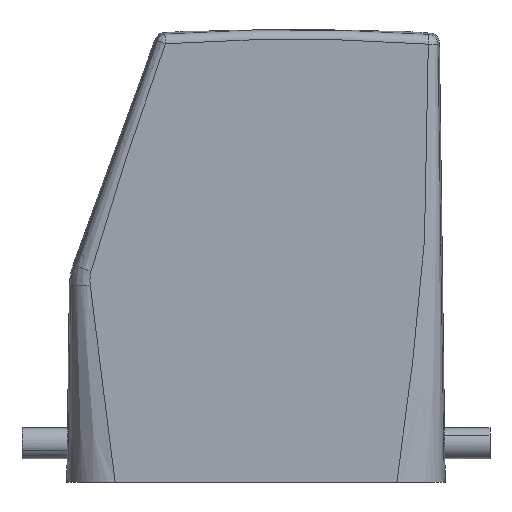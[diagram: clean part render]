
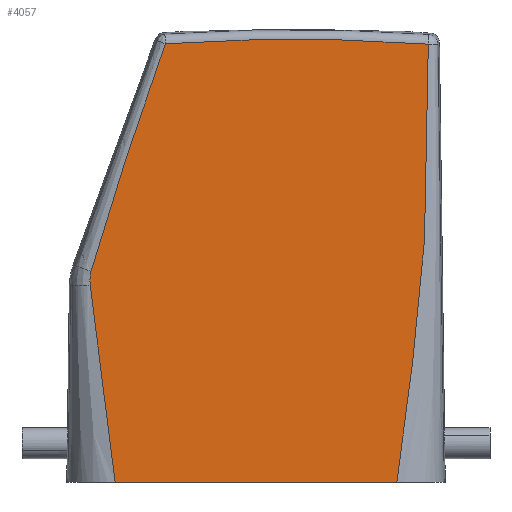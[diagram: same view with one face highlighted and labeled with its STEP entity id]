
A CAD part, left-side view. The second image highlights one B-rep face of the part: STEP entity #4057.
In plain terms, the highlighted planar face has unit normal (-1, 0, 0).
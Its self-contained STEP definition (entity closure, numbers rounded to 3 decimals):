
#2497=AXIS2_PLACEMENT_3D('Circle Axis2P3D',#2495,#2496,$) ;
#4010=AXIS2_PLACEMENT_3D('Plane Axis2P3D',#4007,#4008,#4009) ;
#1302=CARTESIAN_POINT('Vertex',(0.,14.771,0.)) ;
#1305=CARTESIAN_POINT('Line Origine',(0.,37.1,0.)) ;
#1309=CARTESIAN_POINT('Vertex',(0.,59.429,0.)) ;
#2458=CARTESIAN_POINT('Vertex',(0.,9.787,69.476)) ;
#2492=CARTESIAN_POINT('Vertex',(0.,51.447,69.543)) ;
#2495=CARTESIAN_POINT('Axis2P3D Location',(0.,31.1,-228.)) ;
#2761=CARTESIAN_POINT('Vertex',(0.,63.261,33.46)) ;
#2765=CARTESIAN_POINT('Control Point',(0.,63.261,33.46)) ;
#2766=CARTESIAN_POINT('Control Point',(0.,63.128,33.956)) ;
#2767=CARTESIAN_POINT('Control Point',(0.,62.994,34.451)) ;
#2768=CARTESIAN_POINT('Control Point',(0.,62.858,34.946)) ;
#2769=CARTESIAN_POINT('Control Point',(0.,62.419,36.525)) ;
#2770=CARTESIAN_POINT('Control Point',(0.,61.964,38.1)) ;
#2771=CARTESIAN_POINT('Control Point',(0.,61.644,39.18)) ;
#2772=CARTESIAN_POINT('Control Point',(0.,60.988,41.341)) ;
#2773=CARTESIAN_POINT('Control Point',(0.,60.308,43.495)) ;
#2774=CARTESIAN_POINT('Control Point',(0.,59.968,44.551)) ;
#2775=CARTESIAN_POINT('Control Point',(0.,59.268,46.702)) ;
#2776=CARTESIAN_POINT('Control Point',(0.,58.556,48.85)) ;
#2777=CARTESIAN_POINT('Control Point',(0.,58.198,49.922)) ;
#2778=CARTESIAN_POINT('Control Point',(0.,56.796,54.102)) ;
#2779=CARTESIAN_POINT('Control Point',(0.,55.371,58.281)) ;
#2780=CARTESIAN_POINT('Control Point',(0.,54.305,61.39)) ;
#2781=CARTESIAN_POINT('Control Point',(0.,53.089,64.884)) ;
#2782=CARTESIAN_POINT('Control Point',(0.,51.859,68.375)) ;
#2783=CARTESIAN_POINT('Control Point',(0.,51.722,68.764)) ;
#2784=CARTESIAN_POINT('Control Point',(0.,51.585,69.153)) ;
#2785=CARTESIAN_POINT('Control Point',(0.,51.447,69.543)) ;
#3804=CARTESIAN_POINT('Vertex',(0.,63.374,31.157)) ;
#3808=CARTESIAN_POINT('Control Point',(0.,63.374,31.157)) ;
#3809=CARTESIAN_POINT('Control Point',(0.,63.389,31.265)) ;
#3810=CARTESIAN_POINT('Control Point',(0.,63.401,31.375)) ;
#3811=CARTESIAN_POINT('Control Point',(0.,63.411,31.486)) ;
#3812=CARTESIAN_POINT('Control Point',(0.,63.442,31.943)) ;
#3813=CARTESIAN_POINT('Control Point',(0.,63.431,32.409)) ;
#3814=CARTESIAN_POINT('Control Point',(0.,63.398,32.763)) ;
#3815=CARTESIAN_POINT('Control Point',(0.,63.341,33.114)) ;
#3816=CARTESIAN_POINT('Control Point',(0.,63.261,33.46)) ;
#4007=CARTESIAN_POINT('Axis2P3D Location',(0.,-0.933,-30.8)) ;
#4013=CARTESIAN_POINT('Control Point',(0.,59.429,0.)) ;
#4014=CARTESIAN_POINT('Control Point',(0.,59.638,1.601)) ;
#4015=CARTESIAN_POINT('Control Point',(0.,59.846,3.177)) ;
#4016=CARTESIAN_POINT('Control Point',(0.,60.057,4.748)) ;
#4017=CARTESIAN_POINT('Control Point',(0.,60.597,8.711)) ;
#4018=CARTESIAN_POINT('Control Point',(0.,61.147,12.669)) ;
#4019=CARTESIAN_POINT('Control Point',(0.,61.469,14.99)) ;
#4020=CARTESIAN_POINT('Control Point',(0.,62.095,19.619)) ;
#4021=CARTESIAN_POINT('Control Point',(0.,62.665,24.243)) ;
#4022=CARTESIAN_POINT('Control Point',(0.,62.929,26.549)) ;
#4023=CARTESIAN_POINT('Control Point',(0.,63.166,28.853)) ;
#4024=CARTESIAN_POINT('Control Point',(0.,63.374,31.157)) ;
#4027=CARTESIAN_POINT('Control Point',(0.,9.787,69.476)) ;
#4028=CARTESIAN_POINT('Control Point',(0.,9.787,69.312)) ;
#4029=CARTESIAN_POINT('Control Point',(0.,9.787,69.148)) ;
#4030=CARTESIAN_POINT('Control Point',(0.,9.786,68.985)) ;
#4031=CARTESIAN_POINT('Control Point',(0.,9.785,66.595)) ;
#4032=CARTESIAN_POINT('Control Point',(0.,9.789,64.205)) ;
#4033=CARTESIAN_POINT('Control Point',(0.,9.801,61.977)) ;
#4034=CARTESIAN_POINT('Control Point',(0.,9.836,57.555)) ;
#4035=CARTESIAN_POINT('Control Point',(0.,9.894,53.133)) ;
#4036=CARTESIAN_POINT('Control Point',(0.,9.93,50.806)) ;
#4037=CARTESIAN_POINT('Control Point',(0.,10.101,42.422)) ;
#4038=CARTESIAN_POINT('Control Point',(0.,10.544,34.043)) ;
#4039=CARTESIAN_POINT('Control Point',(0.,11.162,27.858)) ;
#4040=CARTESIAN_POINT('Control Point',(0.,12.168,19.707)) ;
#4041=CARTESIAN_POINT('Control Point',(0.,13.254,11.563)) ;
#4042=CARTESIAN_POINT('Control Point',(0.,13.52,9.576)) ;
#4043=CARTESIAN_POINT('Control Point',(0.,13.935,6.459)) ;
#4044=CARTESIAN_POINT('Control Point',(0.,14.342,3.342)) ;
#4045=CARTESIAN_POINT('Control Point',(0.,14.486,2.226)) ;
#4046=CARTESIAN_POINT('Control Point',(0.,14.629,1.114)) ;
#4047=CARTESIAN_POINT('Control Point',(0.,14.771,0.)) ;
#1306=DIRECTION('Vector Direction',(0.,-1.,0.)) ;
#2496=DIRECTION('Axis2P3D Direction',(-1.,0.,0.)) ;
#4008=DIRECTION('Axis2P3D Direction',(-1.,0.,0.)) ;
#4009=DIRECTION('Axis2P3D XDirection',(0.,-0.17,0.985)) ;
#1307=VECTOR('Line Direction',#1306,1.) ;
#4050=ORIENTED_EDGE('',*,*,#2786,.T.) ;
#4051=ORIENTED_EDGE('',*,*,#3817,.T.) ;
#4052=ORIENTED_EDGE('',*,*,#4025,.T.) ;
#4053=ORIENTED_EDGE('',*,*,#1311,.T.) ;
#4054=ORIENTED_EDGE('',*,*,#4048,.T.) ;
#4055=ORIENTED_EDGE('',*,*,#2499,.F.) ;
#4057=ADVANCED_FACE('Hauptk\X2\00F6\X0\rper',(#4056),#4011,.T.) ;
#2764=B_SPLINE_CURVE_WITH_KNOTS('',5,(#2765,#2766,#2767,#2768,#2769,#2770,#2771,#2772,#2773,#2774,#2775,#2776,#2777,#2778,#2779,#2780,#2781,#2782,#2783,#2784,#2785),.UNSPECIFIED.,.F.,.U.,(6,3,3,3,3,3,6),(87.033,91.495,101.273,111.097,120.881,149.279,152.833),.UNSPECIFIED.) ;
#3807=B_SPLINE_CURVE_WITH_KNOTS('',5,(#3808,#3809,#3810,#3811,#3812,#3813,#3814,#3815,#3816),.UNSPECIFIED.,.F.,.U.,(6,3,6),(172.785,174.056,178.023),.UNSPECIFIED.) ;
#4012=B_SPLINE_CURVE_WITH_KNOTS('',5,(#4013,#4014,#4015,#4016,#4017,#4018,#4019,#4020,#4021,#4022,#4023,#4024),.UNSPECIFIED.,.F.,.U.,(6,3,3,6),(30.986,45.208,65.409,85.503),.UNSPECIFIED.) ;
#4026=B_SPLINE_CURVE_WITH_KNOTS('',5,(#4027,#4028,#4029,#4030,#4031,#4032,#4033,#4034,#4035,#4036,#4037,#4038,#4039,#4040,#4041,#4042,#4043,#4044,#4045,#4046,#4047),.UNSPECIFIED.,.F.,.U.,(6,3,3,3,3,3,6),(30.342,31.753,51.041,70.047,123.648,140.95,150.783),.UNSPECIFIED.) ;
#2498=CIRCLE('generated circle',#2497,298.238) ;
#1311=EDGE_CURVE('',#1310,#1303,#1308,.T.) ;
#2499=EDGE_CURVE('',#2493,#2459,#2498,.F.) ;
#2786=EDGE_CURVE('',#2493,#2762,#2764,.F.) ;
#3817=EDGE_CURVE('',#2762,#3805,#3807,.F.) ;
#4025=EDGE_CURVE('',#3805,#1310,#4012,.F.) ;
#4048=EDGE_CURVE('',#1303,#2459,#4026,.F.) ;
#4049=EDGE_LOOP('',(#4050,#4051,#4052,#4053,#4054,#4055)) ;
#4056=FACE_OUTER_BOUND('',#4049,.T.) ;
#1308=LINE('Line',#1305,#1307) ;
#4011=PLANE('',#4010) ;
#1303=VERTEX_POINT('',#1302) ;
#1310=VERTEX_POINT('',#1309) ;
#2459=VERTEX_POINT('',#2458) ;
#2493=VERTEX_POINT('',#2492) ;
#2762=VERTEX_POINT('',#2761) ;
#3805=VERTEX_POINT('',#3804) ;
